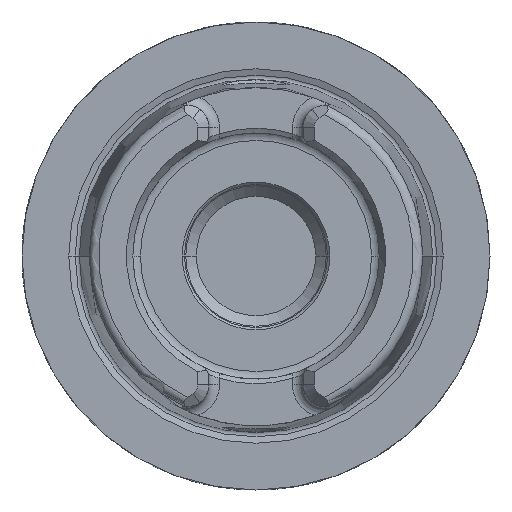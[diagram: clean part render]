
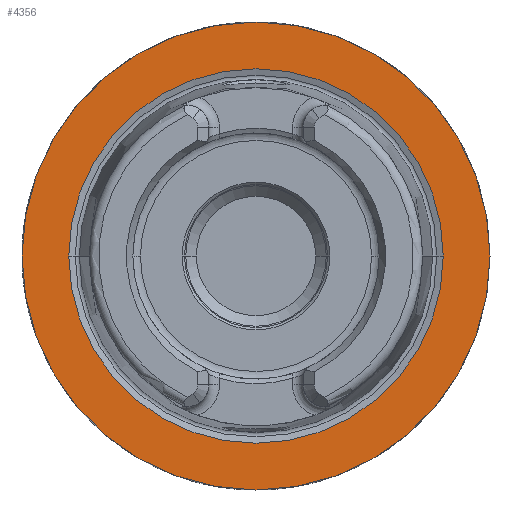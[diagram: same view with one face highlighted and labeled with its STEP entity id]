
A CAD part, left-side view. The second image highlights one B-rep face of the part: STEP entity #4356.
In plain terms, the highlighted planar face has unit normal (-1, 0, 0).
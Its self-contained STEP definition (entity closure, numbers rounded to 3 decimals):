
#848=CARTESIAN_POINT('',(0.,0.,0.));
#849=DIRECTION('',(1.,0.,0.));
#850=DIRECTION('',(0.,1.,0.));
#851=AXIS2_PLACEMENT_3D('',#848,#849,#850);
#853=CARTESIAN_POINT('',(0.,0.,0.));
#854=DIRECTION('',(-1.,0.,0.));
#855=DIRECTION('',(0.,1.,0.));
#856=AXIS2_PLACEMENT_3D('',#853,#854,#855);
#858=CARTESIAN_POINT('',(0.,0.,0.));
#859=DIRECTION('',(-1.,0.,0.));
#860=DIRECTION('',(0.,-1.,0.));
#861=AXIS2_PLACEMENT_3D('',#858,#859,#860);
#863=CARTESIAN_POINT('',(0.,0.,0.));
#864=DIRECTION('',(-1.,0.,0.));
#865=DIRECTION('',(0.,1.,0.));
#866=AXIS2_PLACEMENT_3D('',#863,#864,#865);
#2873=CARTESIAN_POINT('',(0.,-16.004,0.));
#2874=VERTEX_POINT('',#2873);
#2875=CARTESIAN_POINT('',(0.,16.004,0.));
#2876=VERTEX_POINT('',#2875);
#3223=CARTESIAN_POINT('',(0.,20.,0.));
#3224=CARTESIAN_POINT('',(0.,-20.,0.));
#3225=VERTEX_POINT('',#3223);
#3226=VERTEX_POINT('',#3224);
#4341=CARTESIAN_POINT('',(0.,0.,0.));
#4342=DIRECTION('',(1.,0.,0.));
#4343=DIRECTION('',(0.,-1.,0.));
#4344=AXIS2_PLACEMENT_3D('',#4341,#4342,#4343);
#4345=PLANE('',#4344);
#4347=ORIENTED_EDGE('',*,*,#4346,.T.);
#4349=ORIENTED_EDGE('',*,*,#4348,.F.);
#4350=EDGE_LOOP('',(#4347,#4349));
#4351=FACE_OUTER_BOUND('',#4350,.F.);
#4352=ORIENTED_EDGE('',*,*,#4336,.T.);
#4353=ORIENTED_EDGE('',*,*,#4320,.T.);
#4354=EDGE_LOOP('',(#4352,#4353));
#4355=FACE_BOUND('',#4354,.F.);
#4356=ADVANCED_FACE('',(#4351,#4355),#4345,.F.);
#852=CIRCLE('',#851,20.);
#857=CIRCLE('',#856,20.);
#862=CIRCLE('',#861,16.004);
#867=CIRCLE('',#866,16.004);
#4320=EDGE_CURVE('',#2876,#2874,#867,.T.);
#4336=EDGE_CURVE('',#2874,#2876,#862,.T.);
#4346=EDGE_CURVE('',#3225,#3226,#852,.T.);
#4348=EDGE_CURVE('',#3225,#3226,#857,.T.);
